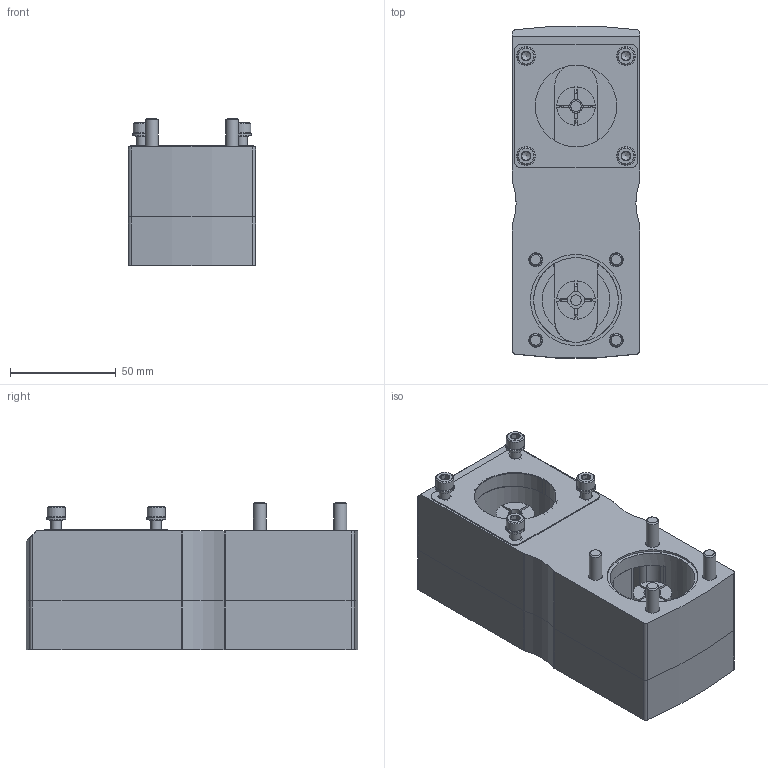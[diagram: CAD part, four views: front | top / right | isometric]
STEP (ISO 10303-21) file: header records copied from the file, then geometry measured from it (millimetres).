
FILE_DESCRIPTION(/* description */ ('STEP AP214'),/* implementation_level */ '2;1');
FILE_NAME(/* name */ '1210462_EAMM-U-60-D40-57A-91-S1',/* time_stamp */ '2024-08-27T07:20:24+02:00',/* author */ ('License CC BY-ND 4.0'),/* organization */ ('CADENAS'),/* preprocessor_version */ 'ST-DEVELOPER v19.3',/* originating_system */ 'PARTsolutions',/* authorisation */ ' ');
FILE_SCHEMA (('AUTOMOTIVE_DESIGN {1 0 10303 214 3 1 1}'));
Length unit declared in the file: millimetre
Products named in the file (12): 1210462 EAMM-U-60-D40-57A-91-S1; 1210182 EAMM-U-60-D40-57A-91-S1---(UT); 1411216 EAMM-U-60-D40-...-157S---(OT); ISO-4762 M5x25; DIN 557 - M5; 1406086 M6-NBR-6x9.9x1; DIN-6912 - M6x18(F); 1211983 EAMM-U-57A-S1---(DM); 1406066 M5-NBR-5x8.9x1; ISO-4762 M5x35; 2428516 EAMH-60-6.35-C18.1; 2428517 EAMH-60-8-C18.1
Assembly tree (32 placements, depth 2):
  1210462 EAMM-U-60-D40-57A-91-S1
    1210182 EAMM-U-60-D40-57A-91-S1---(UT)
    1411216 EAMM-U-60-D40-...-157S---(OT)
    ISO-4762 M5x25  x7
    DIN 557 - M5  x4
    1406086 M6-NBR-6x9.9x1  x4
    DIN-6912 - M6x18(F)  x4
    1211983 EAMM-U-57A-S1---(DM)
    1406066 M5-NBR-5x8.9x1  x4
    ISO-4762 M5x35  x4
    2428516 EAMH-60-6.35-C18.1
    2428517 EAMH-60-8-C18.1
Bounding box: 60 x 156.56 x 69.5 mm (x, y, z)
Volume: 319700.9 mm3; surface area: 111489.7 mm2
Topology: 32 solids, 32 shells, 919 faces, 2190 edges, 1373 vertices
Faces by surface type: plane 433, cone 241, cylinder 227, torus 18
Full cylindrical faces by diameter (mm): 3 x4, 4.134 x11, 4.917 x6, 5 x17, 5.5 x11, 6 x8, 6.6 x4, 6.75 x1, 8.4 x1, 8.5 x11, 8.9 x4, 9.5 x2, 9.9 x4, 10 x11, 10.7 x2, 11 x4, 16 x2, 38.5 x1, 40 x1, 43 x1
Entity records: 14704 total; most frequent: CARTESIAN_POINT 2717, DIRECTION 2538, ORIENTED_EDGE 2172, EDGE_CURVE 1086, AXIS2_PLACEMENT_3D 1011, VERTEX_POINT 784, FACE_BOUND 710, EDGE_LOOP 694
